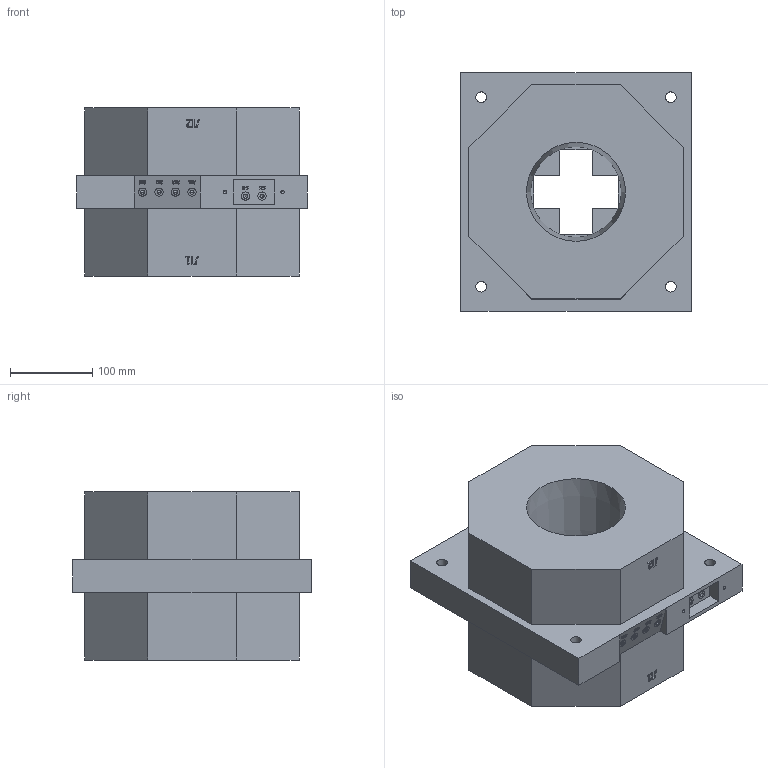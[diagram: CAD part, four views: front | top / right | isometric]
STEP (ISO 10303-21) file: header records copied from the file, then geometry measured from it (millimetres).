
FILE_DESCRIPTION(('STEP AP242'), '1');
FILE_NAME('ÒËÏ-10-1Ì1 èñïîëíåíèå Õ', '', ('UNSPECIFIED'), ('UNSPECIFIED'), 'C3D Converter', 'C3D Toolkit', '');
FILE_SCHEMA(('AP242_MANAGED_MODEL_BASED_3D_ENGINEERING_MIM_LF { 1 0 10303 442 1 1 4 }'));
Length unit declared in the file: millimetre
Products named in the file (1): ТЛП-10-1М1
Bounding box: 280 x 290 x 204 mm (x, y, z)
Volume: 10294826 mm3; surface area: 416041.2 mm2
Topology: 1 solids, 1 shells, 417 faces, 1146 edges, 764 vertices
Faces by surface type: plane 261, bspline 136, cylinder 18, cone 2
Full cylindrical faces by diameter (mm): 4.134 x2, 4.917 x6, 10 x6, 13 x4
Entity records: 25975 total; most frequent: CARTESIAN_POINT 13244, ORIENTED_EDGE 2220, DIRECTION 1336, EDGE_CURVE 1110, VERTEX_POINT 756, LINE 708, VECTOR 708, EDGE_LOOP 488
